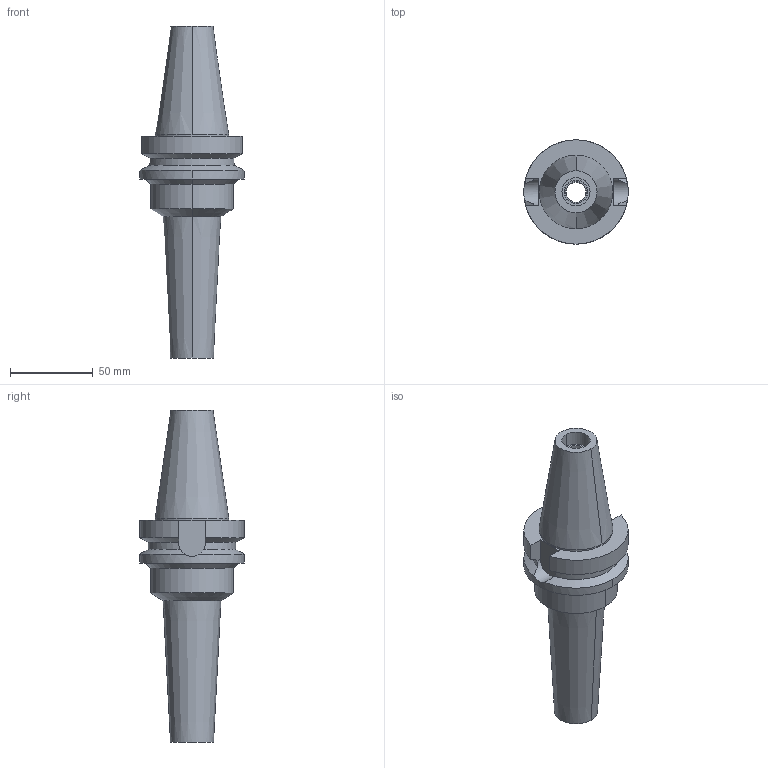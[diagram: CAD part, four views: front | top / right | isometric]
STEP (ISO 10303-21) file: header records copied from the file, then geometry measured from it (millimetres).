
FILE_DESCRIPTION((''),'2;1');
FILE_NAME('BBT40-HDC12J-135','2018-07-10T',('ykawabe'),(''),'CREO PARAMETRIC BY PTC INC, 2016380','CREO PARAMETRIC BY PTC INC, 2016380','');
FILE_SCHEMA(('AUTOMOTIVE_DESIGN { 1 0 10303 214 1 1 1 1 }'));
Length unit declared in the file: millimetre
Products named in the file (1): BBT40-HDC12J-135
Bounding box: 63 x 63 x 200.4 mm (x, y, z)
Volume: 213331.2 mm3; surface area: 37393.5 mm2
Topology: 1 solids, 1 shells, 50 faces, 127 edges, 85 vertices
Faces by surface type: cylinder 24, plane 14, cone 12
Entity records: 2223 total; most frequent: CARTESIAN_POINT 337, DIRECTION 286, ORIENTED_EDGE 254, PRESENTATION_STYLE_ASSIGNMENT 132, STYLED_ITEM 132, CURVE_STYLE 131, EDGE_CURVE 127, AXIS2_PLACEMENT_3D 119
